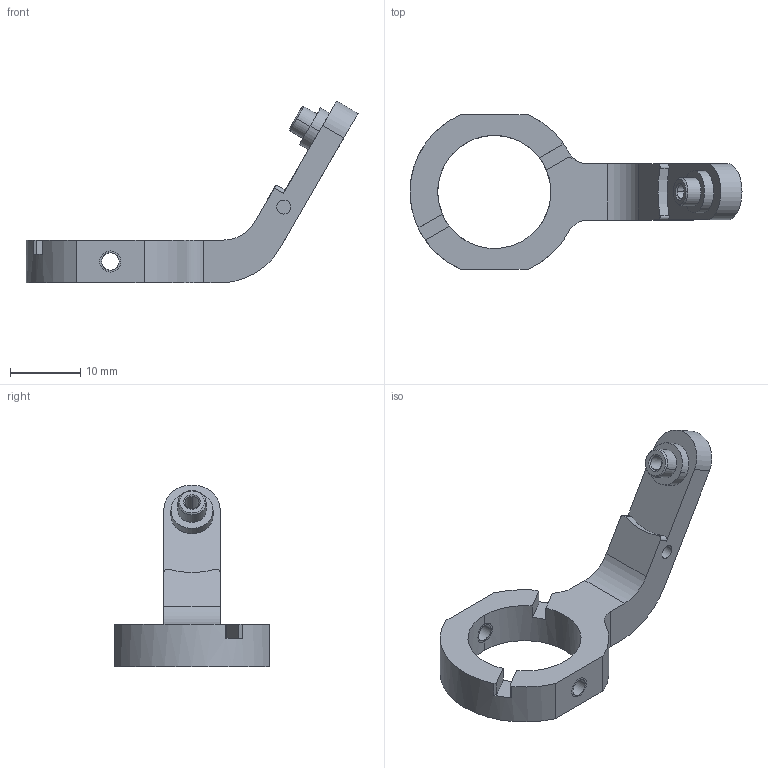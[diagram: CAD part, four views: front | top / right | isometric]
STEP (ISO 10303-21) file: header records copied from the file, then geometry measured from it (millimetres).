
FILE_DESCRIPTION((''),'2;1');
FILE_NAME('IC_021_P_178','2023-06-14T12:48:49',('lprotopapa'),(''),'CREO PARAMETRIC BY PTC INC, 2022284','CREO PARAMETRIC BY PTC INC, 2022284','');
FILE_SCHEMA(('CONFIG_CONTROL_DESIGN'));
Length unit declared in the file: millimetre
Products named in the file (1): IC_021_P_178
Bounding box: 47.24 x 22 x 25.88 mm (x, y, z)
Volume: 2629.9 mm3; surface area: 2283.9 mm2
Topology: 1 solids, 4 shells, 65 faces, 182 edges, 120 vertices
Faces by surface type: cylinder 35, plane 24, cone 6
Entity records: 2263 total; most frequent: CARTESIAN_POINT 496, DIRECTION 372, ORIENTED_EDGE 348, EDGE_CURVE 182, AXIS2_PLACEMENT_3D 140, VERTEX_POINT 120, VECTOR 92, LINE 92
